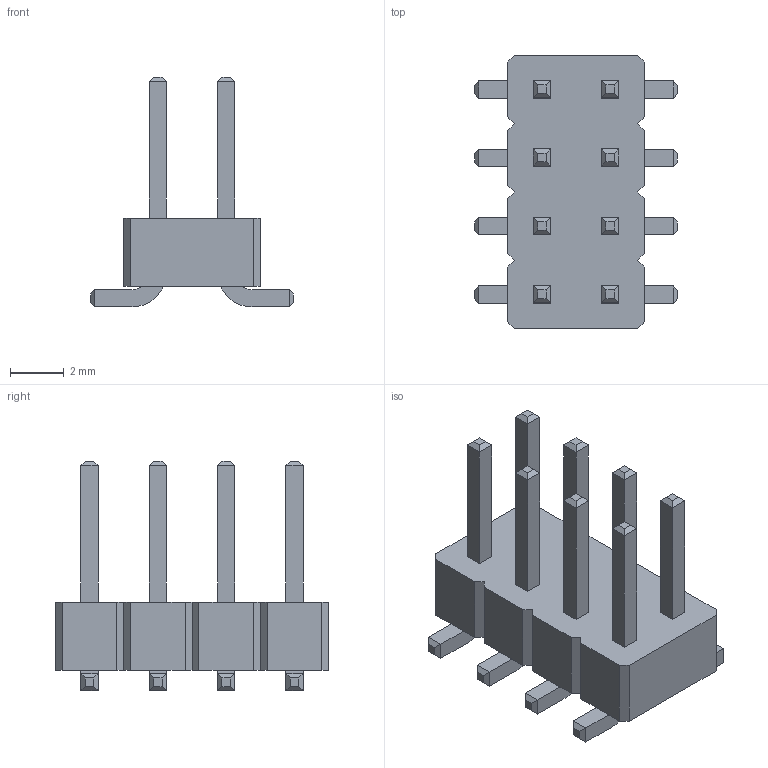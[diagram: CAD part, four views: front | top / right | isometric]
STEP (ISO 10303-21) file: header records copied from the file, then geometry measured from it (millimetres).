
FILE_DESCRIPTION(/* description */ ('model of Pin_Header_Straight_2x04_Pitch2.54mm_SMD'),/* implementation_level */ '2;1');
FILE_NAME(/* name */ 'Pin_Header_Straight_2x04_Pitch2.54mm_SMD.step',/* time_stamp */ '2017-08-19T05:42:22',/* author */ ('kicad StepUp','ksu'),/* organization */ ('FreeCAD'),/* preprocessor_version */ 'OCC',/* originating_system */ 'kicad StepUp',/* authorisation */ '');
FILE_SCHEMA(('AUTOMOTIVE_DESIGN { 1 0 10303 214 1 1 1 1 }'));
Length unit declared in the file: millimetre
Products named in the file (1): Pin_Header_Straight_2x04_Pitch254mm_SMD
Bounding box: 7.54 x 10.16 x 8.54 mm (x, y, z)
Volume: 154.7 mm3; surface area: 334.2 mm2
Topology: 1 solids, 1 shells, 188 faces, 446 edges, 276 vertices
Faces by surface type: plane 172, cylinder 16
Entity records: 6579 total; most frequent: CARTESIAN_POINT 911, ORIENTED_EDGE 892, DIRECTION 856, EDGE_CURVE 446, LINE 414, VECTOR 414, VERTEX_POINT 276, AXIS2_PLACEMENT_3D 221
